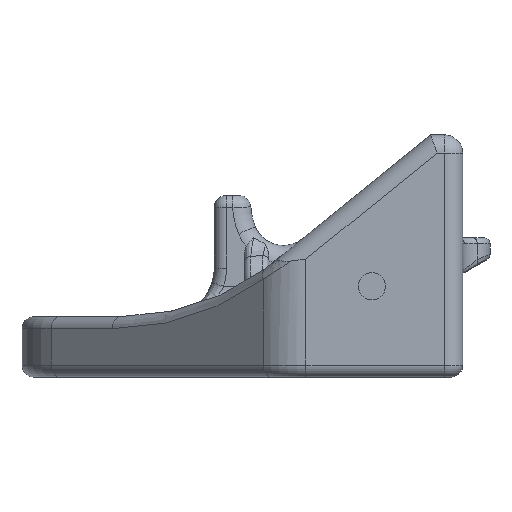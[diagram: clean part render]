
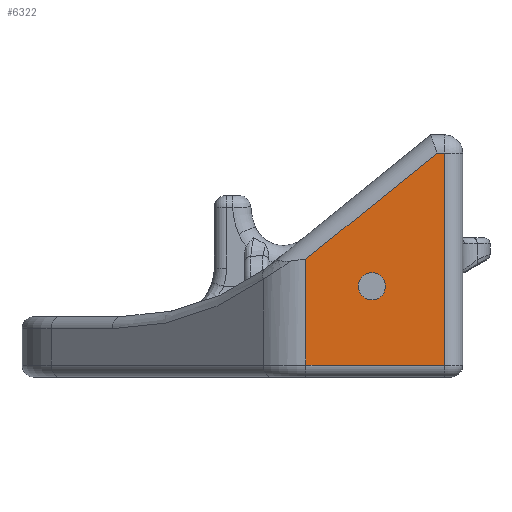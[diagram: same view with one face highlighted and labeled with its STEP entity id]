
A CAD part, left-side view. The second image highlights one B-rep face of the part: STEP entity #6322.
In plain terms, the highlighted planar face has unit normal (-1, 0, 0).
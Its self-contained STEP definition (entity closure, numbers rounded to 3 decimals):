
#64 = ORIENTED_EDGE ( 'NONE', *, *, #2637, .T. ) ;
#121 = CARTESIAN_POINT ( 'NONE',  ( -49.25, -53.5, 37. ) ) ;
#149 = CARTESIAN_POINT ( 'NONE',  ( -49.25, -30.624, 0. ) ) ;
#408 = DIRECTION ( 'NONE',  ( 0., -1., 0. ) ) ;
#1272 = CARTESIAN_POINT ( 'NONE',  ( -49.25, -30.624, 2. ) ) ;
#1323 = AXIS2_PLACEMENT_3D ( 'NONE', #2046, #4743, #6056 ) ;
#1379 = EDGE_CURVE ( 'NONE', #6963, #2721, #7462, .T. ) ;
#1441 = VERTEX_POINT ( 'NONE', #1272 ) ;
#1785 = ORIENTED_EDGE ( 'NONE', *, *, #8674, .T. ) ;
#1835 = DIRECTION ( 'NONE',  ( -1., 0., 0. ) ) ;
#1837 = LINE ( 'NONE', #6040, #4921 ) ;
#1961 = LINE ( 'NONE', #2100, #5596 ) ;
#2046 = CARTESIAN_POINT ( 'NONE',  ( -49.25, 0., 10. ) ) ;
#2094 = AXIS2_PLACEMENT_3D ( 'NONE', #7944, #1835, #7339 ) ;
#2100 = CARTESIAN_POINT ( 'NONE',  ( -49.25, 0., 2. ) ) ;
#2196 = CARTESIAN_POINT ( 'NONE',  ( -49.25, -30.624, 19.479 ) ) ;
#2280 = CARTESIAN_POINT ( 'NONE',  ( -49.25, -43.75, 15. ) ) ;
#2490 = ORIENTED_EDGE ( 'NONE', *, *, #1379, .F. ) ;
#2637 = EDGE_CURVE ( 'NONE', #3202, #8310, #3406, .T. ) ;
#2663 = VERTEX_POINT ( 'NONE', #5103 ) ;
#2721 = VERTEX_POINT ( 'NONE', #2280 ) ;
#2818 = CIRCLE ( 'NONE', #2094, 2.25 ) ;
#2841 = ORIENTED_EDGE ( 'NONE', *, *, #8838, .F. ) ;
#3105 = DIRECTION ( 'NONE',  ( 0., 0., 1. ) ) ;
#3149 = CARTESIAN_POINT ( 'NONE',  ( -49.25, -53.5, 10. ) ) ;
#3202 = VERTEX_POINT ( 'NONE', #6257 ) ;
#3390 = EDGE_CURVE ( 'NONE', #2663, #7014, #4404, .T. ) ;
#3406 = LINE ( 'NONE', #6961, #5432 ) ;
#3656 = CARTESIAN_POINT ( 'NONE',  ( -49.25, -39.25, 15. ) ) ;
#4199 = ORIENTED_EDGE ( 'NONE', *, *, #3390, .T. ) ;
#4404 = LINE ( 'NONE', #3149, #7276 ) ;
#4633 = DIRECTION ( 'NONE',  ( 0., 1., 0. ) ) ;
#4706 = EDGE_CURVE ( 'NONE', #1441, #2663, #1961, .T. ) ;
#4743 = DIRECTION ( 'NONE',  ( 1., 0., 0. ) ) ;
#4763 = EDGE_LOOP ( 'NONE', ( #1785, #4874, #4199, #5559, #64 ) ) ;
#4874 = ORIENTED_EDGE ( 'NONE', *, *, #4706, .T. ) ;
#4921 = VECTOR ( 'NONE', #4633, 1000. ) ;
#5103 = CARTESIAN_POINT ( 'NONE',  ( -49.25, -53.5, 2. ) ) ;
#5432 = VECTOR ( 'NONE', #7497, 1000. ) ;
#5541 = PLANE ( 'NONE',  #1323 ) ;
#5559 = ORIENTED_EDGE ( 'NONE', *, *, #6867, .T. ) ;
#5596 = VECTOR ( 'NONE', #6102, 1000. ) ;
#5610 = DIRECTION ( 'NONE',  ( 0., 0., -1. ) ) ;
#5872 = DIRECTION ( 'NONE',  ( -1., 0., 0. ) ) ;
#6040 = CARTESIAN_POINT ( 'NONE',  ( -49.25, -51.198, 37. ) ) ;
#6056 = DIRECTION ( 'NONE',  ( 0., 1., 0. ) ) ;
#6102 = DIRECTION ( 'NONE',  ( 0., -1., 0. ) ) ;
#6257 = CARTESIAN_POINT ( 'NONE',  ( -49.25, -52.26, 37. ) ) ;
#6268 = LINE ( 'NONE', #149, #7494 ) ;
#6322 = ADVANCED_FACE ( 'NONE', ( #6724, #8203 ), #5541, .F. ) ;
#6724 = FACE_BOUND ( 'NONE', #8280, .T. ) ;
#6867 = EDGE_CURVE ( 'NONE', #7014, #3202, #1837, .T. ) ;
#6961 = CARTESIAN_POINT ( 'NONE',  ( -49.25, -7.492, 0.748 ) ) ;
#6963 = VERTEX_POINT ( 'NONE', #3656 ) ;
#7014 = VERTEX_POINT ( 'NONE', #121 ) ;
#7276 = VECTOR ( 'NONE', #3105, 1000. ) ;
#7295 = CARTESIAN_POINT ( 'NONE',  ( -49.25, -41.5, 15. ) ) ;
#7339 = DIRECTION ( 'NONE',  ( 0., -1., 0. ) ) ;
#7462 = CIRCLE ( 'NONE', #8596, 2.25 ) ;
#7494 = VECTOR ( 'NONE', #5610, 1000. ) ;
#7497 = DIRECTION ( 'NONE',  ( 0., 0.777, -0.629 ) ) ;
#7944 = CARTESIAN_POINT ( 'NONE',  ( -49.25, -41.5, 15. ) ) ;
#8203 = FACE_OUTER_BOUND ( 'NONE', #4763, .T. ) ;
#8280 = EDGE_LOOP ( 'NONE', ( #2841, #2490 ) ) ;
#8310 = VERTEX_POINT ( 'NONE', #2196 ) ;
#8596 = AXIS2_PLACEMENT_3D ( 'NONE', #7295, #5872, #408 ) ;
#8674 = EDGE_CURVE ( 'NONE', #8310, #1441, #6268, .T. ) ;
#8838 = EDGE_CURVE ( 'NONE', #2721, #6963, #2818, .T. ) ;
